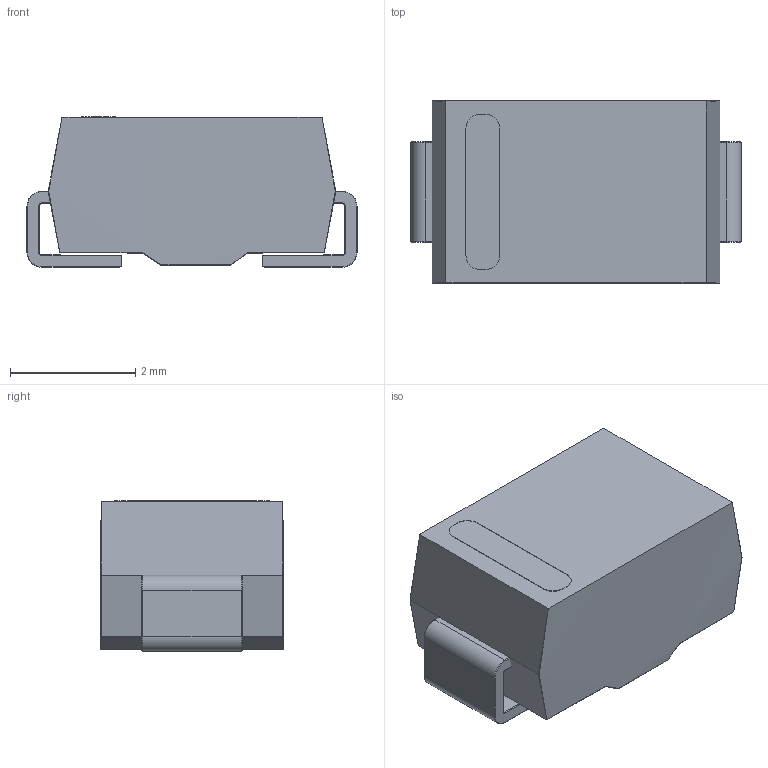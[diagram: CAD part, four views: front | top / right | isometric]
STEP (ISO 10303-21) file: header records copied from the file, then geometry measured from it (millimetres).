
FILE_DESCRIPTION (( 'STEP AP214' ), '1' );
FILE_NAME ('DO-214AC SMA.STEP', '2015-05-28T09:42:50', ( '' ), ( '' ), 'SwSTEP 2.0', 'SolidWorks 2014', '' );
FILE_SCHEMA (( 'AUTOMOTIVE_DESIGN' ));
Length unit declared in the file: millimetre
Products named in the file (1): DO-214AC SMA
Bounding box: 5.28 x 2.92 x 2.41 mm (x, y, z)
Volume: 31.8 mm3; surface area: 95.3 mm2
Topology: 3 solids, 3 shells, 124 faces, 268 edges, 127 vertices
Faces by surface type: cylinder 72, plane 32, bspline 20
Entity records: 3922 total; most frequent: CARTESIAN_POINT 925, ORIENTED_EDGE 490, DIRECTION 438, EDGE_CURVE 245, AXIS2_PLACEMENT_3D 148, VECTOR 142, LINE 142, VERTEX_POINT 127
